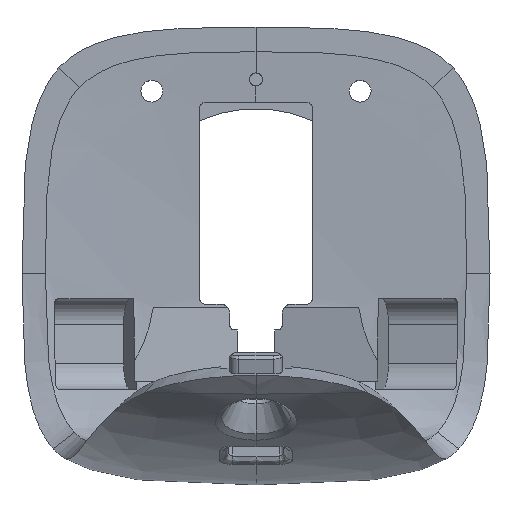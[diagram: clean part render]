
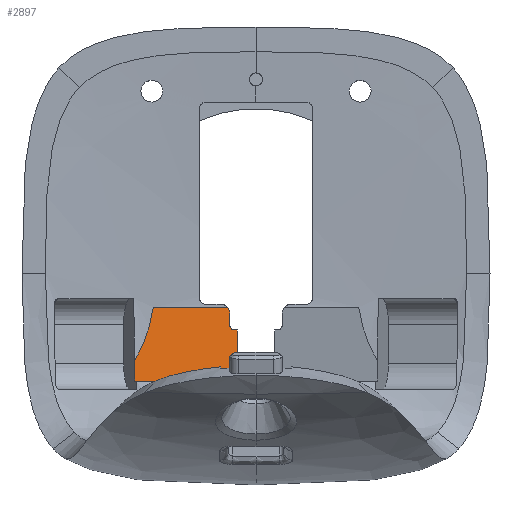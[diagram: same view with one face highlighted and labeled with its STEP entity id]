
A CAD part, top view. The second image highlights one B-rep face of the part: STEP entity #2897.
In plain terms, the highlighted planar face has unit normal (0.259, 0, 0.966).
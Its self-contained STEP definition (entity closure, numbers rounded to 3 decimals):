
#35=ELLIPSE('',#3081,1.035,1.);
#36=ELLIPSE('',#3090,14.804,14.3);
#37=ELLIPSE('',#3091,0.518,0.5);
#159=B_SPLINE_CURVE_WITH_KNOTS('',3,(#10434,#10435,#10436,#10437,#10438,
#10439,#10440,#10441),.UNSPECIFIED.,.F.,.F.,(4,2,2,4),(-1.028,
-0.76,-0.462,-0.375),.UNSPECIFIED.);
#300=PLANE('',#3089);
#383=FACE_OUTER_BOUND('',#552,.T.);
#552=EDGE_LOOP('',(#2043,#2044,#2045,#2046,#2047,#2048,#2049,#2050,#2051,
#2052,#2053));
#719=LINE('',#10403,#895);
#727=LINE('',#10432,#903);
#728=LINE('',#10443,#904);
#729=LINE('',#10445,#905);
#730=LINE('',#10447,#906);
#731=LINE('',#10451,#907);
#732=LINE('',#10453,#908);
#895=VECTOR('',#3344,10.);
#903=VECTOR('',#3364,10.);
#904=VECTOR('',#3365,10.);
#905=VECTOR('',#3366,10.);
#906=VECTOR('',#3367,10.);
#907=VECTOR('',#3370,10.);
#908=VECTOR('',#3371,10.);
#1211=VERTEX_POINT('',#10392);
#1212=VERTEX_POINT('',#10394);
#1215=VERTEX_POINT('',#10402);
#1224=VERTEX_POINT('',#10431);
#1225=VERTEX_POINT('',#10433);
#1226=VERTEX_POINT('',#10442);
#1227=VERTEX_POINT('',#10444);
#1228=VERTEX_POINT('',#10446);
#1229=VERTEX_POINT('',#10448);
#1230=VERTEX_POINT('',#10450);
#1231=VERTEX_POINT('',#10452);
#1524=EDGE_CURVE('',#1212,#1211,#35,.T.);
#1528=EDGE_CURVE('',#1215,#1212,#719,.T.);
#1540=EDGE_CURVE('',#1224,#1211,#727,.T.);
#1541=EDGE_CURVE('',#1224,#1225,#159,.T.);
#1542=EDGE_CURVE('',#1225,#1226,#728,.T.);
#1543=EDGE_CURVE('',#1226,#1227,#729,.T.);
#1544=EDGE_CURVE('',#1227,#1228,#730,.T.);
#1545=EDGE_CURVE('',#1228,#1229,#36,.T.);
#1546=EDGE_CURVE('',#1229,#1230,#731,.T.);
#1547=EDGE_CURVE('',#1230,#1231,#732,.T.);
#1548=EDGE_CURVE('',#1231,#1215,#37,.T.);
#2043=ORIENTED_EDGE('',*,*,#1524,.T.);
#2044=ORIENTED_EDGE('',*,*,#1540,.F.);
#2045=ORIENTED_EDGE('',*,*,#1541,.T.);
#2046=ORIENTED_EDGE('',*,*,#1542,.T.);
#2047=ORIENTED_EDGE('',*,*,#1543,.T.);
#2048=ORIENTED_EDGE('',*,*,#1544,.T.);
#2049=ORIENTED_EDGE('',*,*,#1545,.T.);
#2050=ORIENTED_EDGE('',*,*,#1546,.T.);
#2051=ORIENTED_EDGE('',*,*,#1547,.T.);
#2052=ORIENTED_EDGE('',*,*,#1548,.T.);
#2053=ORIENTED_EDGE('',*,*,#1528,.T.);
#2897=ADVANCED_FACE('',(#383),#300,.T.);
#3081=AXIS2_PLACEMENT_3D('',#10395,#3336,#3337);
#3089=AXIS2_PLACEMENT_3D('',#10430,#3362,#3363);
#3090=AXIS2_PLACEMENT_3D('',#10449,#3368,#3369);
#3091=AXIS2_PLACEMENT_3D('',#10454,#3372,#3373);
#3336=DIRECTION('center_axis',(0.259,0.,
0.966));
#3337=DIRECTION('ref_axis',(0.966,0.,-0.259));
#3344=DIRECTION('',(0.,1.,0.));
#3362=DIRECTION('center_axis',(0.259,0.,
0.966));
#3363=DIRECTION('ref_axis',(0.,1.,0.));
#3364=DIRECTION('',(0.966,0.,-0.259));
#3365=DIRECTION('',(0.,-1.,0.));
#3366=DIRECTION('',(0.966,0.,-0.259));
#3367=DIRECTION('',(0.,1.,0.));
#3368=DIRECTION('center_axis',(-0.259,0.,
-0.966));
#3369=DIRECTION('ref_axis',(0.966,0.,-0.259));
#3370=DIRECTION('',(0.,1.,0.));
#3371=DIRECTION('',(-0.966,0.,0.259));
#3372=DIRECTION('center_axis',(-0.259,0.,
-0.966));
#3373=DIRECTION('ref_axis',(-0.966,0.,0.259));
#10392=CARTESIAN_POINT('',(-3.251,-3.888,-27.442));
#10394=CARTESIAN_POINT('',(-3.,-4.55,-27.509));
#10395=CARTESIAN_POINT('Origin',(-4.,-4.55,-27.242));
#10402=CARTESIAN_POINT('',(-3.,-6.,-27.509));
#10403=CARTESIAN_POINT('',(-3.,-5.194,-27.509));
#10430=CARTESIAN_POINT('Origin',(-5.068,-12.388,-26.955));
#10431=CARTESIAN_POINT('',(-11.833,-3.888,-25.143));
#10432=CARTESIAN_POINT('',(-4.102,-3.888,-27.214));
#10433=CARTESIAN_POINT('',(-13.955,-9.992,-24.574));
#10434=CARTESIAN_POINT('Ctrl Pts',(-11.833,-3.888,
-25.143));
#10435=CARTESIAN_POINT('Ctrl Pts',(-11.963,-4.776,
-25.108));
#10436=CARTESIAN_POINT('Ctrl Pts',(-12.15,-5.651,
-25.058));
#10437=CARTESIAN_POINT('Ctrl Pts',(-12.698,-7.462,-24.911));
#10438=CARTESIAN_POINT('Ctrl Pts',(-13.069,-8.373,
-24.811));
#10439=CARTESIAN_POINT('Ctrl Pts',(-13.667,-9.501,-24.651));
#10440=CARTESIAN_POINT('Ctrl Pts',(-13.807,-9.749,
-24.614));
#10441=CARTESIAN_POINT('Ctrl Pts',(-13.955,-9.992,
-24.574));
#10442=CARTESIAN_POINT('',(-13.955,-12.388,-24.574));
#10443=CARTESIAN_POINT('',(-13.955,-10.261,-24.574));
#10444=CARTESIAN_POINT('',(0.,-12.388,-28.313));
#10445=CARTESIAN_POINT('',(-5.068,-12.388,-26.955));
#10446=CARTESIAN_POINT('',(0.,-11.3,-28.313));
#10447=CARTESIAN_POINT('',(0.,-0.857,-28.313));
#10448=CARTESIAN_POINT('',(-2.135,-11.14,-27.741));
#10449=CARTESIAN_POINT('Origin',(0.,3.,
-28.313));
#10450=CARTESIAN_POINT('',(-2.135,-6.5,-27.741));
#10451=CARTESIAN_POINT('',(-2.135,-4.694,-27.741));
#10452=CARTESIAN_POINT('',(-2.5,-6.5,-27.643));
#10453=CARTESIAN_POINT('',(-0.566,-6.5,-28.162));
#10454=CARTESIAN_POINT('Origin',(-2.5,-6.,-27.643));
